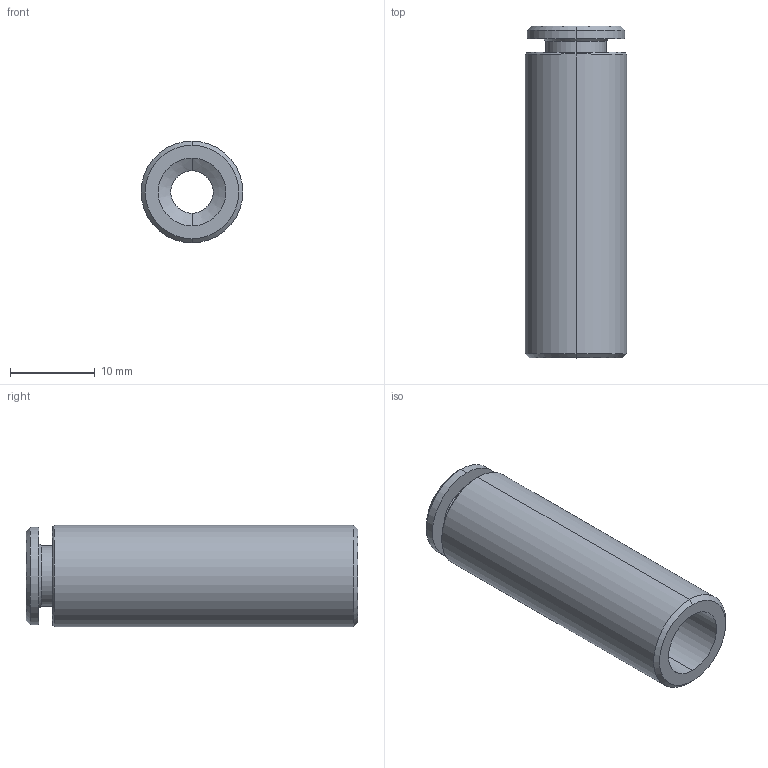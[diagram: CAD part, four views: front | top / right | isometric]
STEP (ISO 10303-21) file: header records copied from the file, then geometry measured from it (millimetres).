
FILE_DESCRIPTION (( 'STEP AP203' ), '1' );
FILE_NAME ('B0163060.STEP', '2011-04-15T06:43:10', ( '' ), ( 'sopra-pneumatic' ), 'SwSTEP 2.0', 'SolidWorks 2009', '' );
FILE_SCHEMA (( 'CONFIG_CONTROL_DESIGN' ));
Length unit declared in the file: millimetre
Products named in the file (1): B0163060
Bounding box: 12 x 39.1 x 12 mm (x, y, z)
Volume: 2709.4 mm3; surface area: 2583.4 mm2
Topology: 1 solids, 1 shells, 29 faces, 60 edges, 36 vertices
Faces by surface type: cone 12, cylinder 12, plane 5
Entity records: 855 total; most frequent: DIRECTION 156, CARTESIAN_POINT 126, ORIENTED_EDGE 120, AXIS2_PLACEMENT_3D 66, EDGE_CURVE 60, VERTEX_POINT 36, CIRCLE 36, EDGE_LOOP 34
